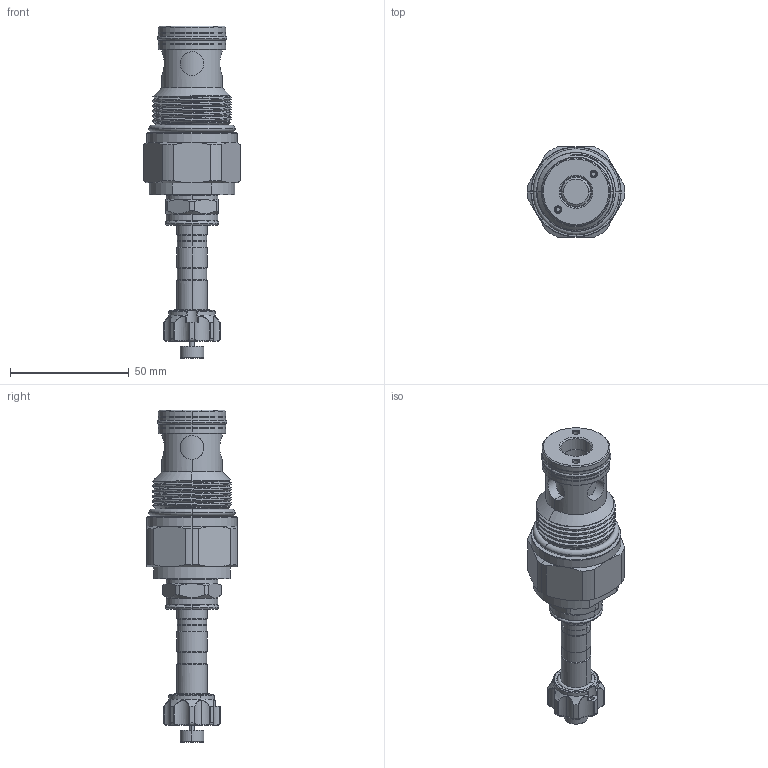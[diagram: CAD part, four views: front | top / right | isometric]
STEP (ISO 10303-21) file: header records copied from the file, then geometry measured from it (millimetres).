
FILE_DESCRIPTION (( 'STEP AP203' ), '1' );
FILE_NAME ('EP16W2A01P95.STEP', '2020-03-30T01:11:10', ( '' ), ( '' ), 'SwSTEP 2.0', 'SolidWorks 2018', '' );
FILE_SCHEMA (( 'CONFIG_CONTROL_DESIGN' ));
Length unit declared in the file: millimetre
Products named in the file (1): EP16W2A01P95
Bounding box: 41.1 x 38 x 139.75 mm (x, y, z)
Volume: 71714.3 mm3; surface area: 18974.7 mm2
Topology: 7 solids, 7 shells, 365 faces, 837 edges, 499 vertices
Faces by surface type: cylinder 157, cone 67, torus 59, plane 43, bspline 37, sphere 2
Entity records: 14545 total; most frequent: CARTESIAN_POINT 6475, DIRECTION 1711, ORIENTED_EDGE 1670, EDGE_CURVE 835, AXIS2_PLACEMENT_3D 742, VERTEX_POINT 499, CIRCLE 413, EDGE_LOOP 394
